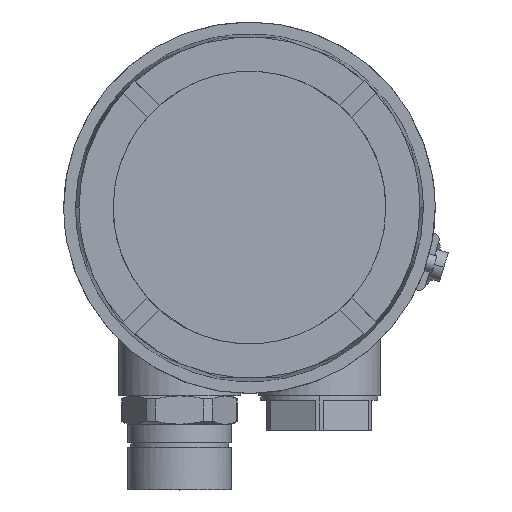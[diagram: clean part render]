
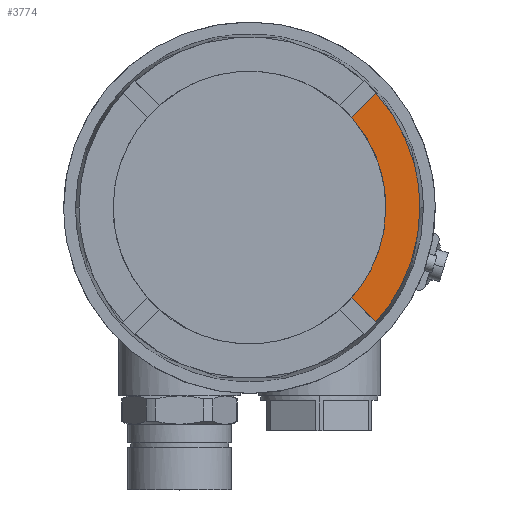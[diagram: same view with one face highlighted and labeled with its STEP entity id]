
A CAD part, top view. The second image highlights one B-rep face of the part: STEP entity #3774.
In plain terms, the highlighted planar face has unit normal (0, 0, 1).
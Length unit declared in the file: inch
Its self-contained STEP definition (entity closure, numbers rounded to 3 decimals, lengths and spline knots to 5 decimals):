
#25 = PLANE ( 'NONE',  #4569 ) ;
#369 = CARTESIAN_POINT ( 'NONE',  ( 1.06786, -0.60718, 3.55315 ) ) ;
#470 = CARTESIAN_POINT ( 'NONE',  ( 1.19534, -0.29257, 3.55315 ) ) ;
#471 = ORIENTED_EDGE ( 'NONE', *, *, #8666, .T. ) ;
#615 = CARTESIAN_POINT ( 'NONE',  ( 1.49236, 0.3732, 3.55315 ) ) ;
#928 = CARTESIAN_POINT ( 'NONE',  ( 1.20177, -0.96029, 3.55315 ) ) ;
#968 = CARTESIAN_POINT ( 'NONE',  ( 1.22835, -0.03679, 3.55315 ) ) ;
#1017 = CARTESIAN_POINT ( 'NONE',  ( 1.04648, 0.64322, 3.55315 ) ) ;
#1027 = CARTESIAN_POINT ( 'NONE',  ( 1.22835, 0., 3.55315 ) ) ;
#1226 = CARTESIAN_POINT ( 'NONE',  ( 1.53543, -0.09409, 3.55315 ) ) ;
#1377 = EDGE_CURVE ( 'NONE', #6362, #10342, #7046, .T. ) ;
#1400 = CARTESIAN_POINT ( 'NONE',  ( 1.2095, -0.21438, 3.55315 ) ) ;
#1610 = CARTESIAN_POINT ( 'NONE',  ( 0.76772, 0., 3.55315 ) ) ;
#1645 = CARTESIAN_POINT ( 'NONE',  ( 1.25846, -0.8847, 3.55315 ) ) ;
#1694 = CARTESIAN_POINT ( 'NONE',  ( 1.35707, -0.72442, 3.55315 ) ) ;
#1771 = DIRECTION ( 'NONE',  ( 0., 0., 1. ) ) ;
#1889 = CARTESIAN_POINT ( 'NONE',  ( 1.20521, 0.23735, 3.55315 ) ) ;
#1967 = CARTESIAN_POINT ( 'NONE',  ( 1.13864, 1.03007, 3.55315 ) ) ;
#2275 = CARTESIAN_POINT ( 'NONE',  ( 1.05364, -0.63142, 3.55315 ) ) ;
#2663 = CARTESIAN_POINT ( 'NONE',  ( 1.16221, 0.39938, 3.55315 ) ) ;
#2672 = CARTESIAN_POINT ( 'NONE',  ( 1.21405, -0.18726, 3.55315 ) ) ;
#2885 = CARTESIAN_POINT ( 'NONE',  ( 1.11363, -0.5207, 3.55315 ) ) ;
#3096 = CARTESIAN_POINT ( 'NONE',  ( 1.25846, 0.8847, 3.55315 ) ) ;
#3152 = CARTESIAN_POINT ( 'NONE',  ( 1.53543, 0., 3.55315 ) ) ;
#3204 = CARTESIAN_POINT ( 'NONE',  ( 1.46663, 0.46412, 3.55315 ) ) ;
#3486 = CARTESIAN_POINT ( 'NONE',  ( 0.92116, 0.81259, 3.55315 ) ) ;
#3495 = CARTESIAN_POINT ( 'NONE',  ( 1.22589, -0.09175, 3.55315 ) ) ;
#3537 = CARTESIAN_POINT ( 'NONE',  ( 1.0168, 0.68961, 3.55315 ) ) ;
#3625 = B_SPLINE_CURVE_WITH_KNOTS ( 'NONE', 3,
 ( #1027, #968, #3495, #6851, #2672, #4377, #7718, #1400, #470, #5417, #9750, #2885, #8107, #369, #3932, #8710, #2275, #9804, #8766, #7277 ),
 .UNSPECIFIED., .F., .F.,
 ( 4, 1, 1, 1, 2, 2, 2, 1, 1, 1, 2, 2, 4 ),
 ( 0., 0.125, 0.1875, 0.21875, 0.23437, 0.25, 0.5, 0.625, 0.6875, 0.71875, 0.73437, 0.75, 1. ),
 .UNSPECIFIED. ) ;
#3653 = B_SPLINE_CURVE_WITH_KNOTS ( 'NONE', 3,
 ( #10672, #10618, #3096, #9794, #8153, #3204, #615, #3974, #9629, #3152 ),
 .UNSPECIFIED., .F., .F.,
 ( 4, 2, 2, 2, 4 ),
 ( 0., 0.25, 0.5, 0.75, 1. ),
 .UNSPECIFIED. ) ;
#3774 = ADVANCED_FACE ( 'NONE', ( #4301 ), #25, .T. ) ;
#3930 = CARTESIAN_POINT ( 'NONE',  ( 0.92116, -0.81259, 3.55315 ) ) ;
#3932 = CARTESIAN_POINT ( 'NONE',  ( 1.06082, -0.61929, 3.55315 ) ) ;
#3974 = CARTESIAN_POINT ( 'NONE',  ( 1.52676, 0.18819, 3.55315 ) ) ;
#3990 = DIRECTION ( 'NONE',  ( -0.707, 0.707, 0. ) ) ;
#4023 = ORIENTED_EDGE ( 'NONE', *, *, #1377, .T. ) ;
#4064 = CARTESIAN_POINT ( 'NONE',  ( 1.49236, -0.3732, 3.55315 ) ) ;
#4146 = CARTESIAN_POINT ( 'NONE',  ( 1.19556, 0.283, 3.55315 ) ) ;
#4301 = FACE_OUTER_BOUND ( 'NONE', #8376, .T. ) ;
#4367 = CARTESIAN_POINT ( 'NONE',  ( 1.20248, 0.25109, 3.55315 ) ) ;
#4377 = CARTESIAN_POINT ( 'NONE',  ( 1.21182, -0.20086, 3.55315 ) ) ;
#4569 = AXIS2_PLACEMENT_3D ( 'NONE', #1610, #1771, #5844 ) ;
#4922 = DIRECTION ( 'NONE',  ( -0.707, -0.707, 0. ) ) ;
#4990 = CARTESIAN_POINT ( 'NONE',  ( 1.13864, -1.03007, 3.55315 ) ) ;
#5022 = CARTESIAN_POINT ( 'NONE',  ( 1.08995, 0.57135, 3.55315 ) ) ;
#5051 = CARTESIAN_POINT ( 'NONE',  ( 1.46663, -0.46412, 3.55315 ) ) ;
#5128 = EDGE_CURVE ( 'NONE', #8534, #8826, #8222, .T. ) ;
#5138 = CARTESIAN_POINT ( 'NONE',  ( 1.20785, 0.2235, 3.55315 ) ) ;
#5188 = CARTESIAN_POINT ( 'NONE',  ( 1.17959, 0.34622, 3.55315 ) ) ;
#5347 = ORIENTED_EDGE ( 'NONE', *, *, #5128, .F. ) ;
#5417 = CARTESIAN_POINT ( 'NONE',  ( 1.17543, -0.36439, 3.55315 ) ) ;
#5513 = EDGE_CURVE ( 'NONE', #9321, #7445, #3653, .T. ) ;
#5525 = CARTESIAN_POINT ( 'NONE',  ( 1.13864, -1.03007, 3.55315 ) ) ;
#5578 = CARTESIAN_POINT ( 'NONE',  ( 0.05429, 0.05429, 3.55315 ) ) ;
#5747 = LINE ( 'NONE', #10792, #6608 ) ;
#5844 = DIRECTION ( 'NONE',  ( 1., 0., 0. ) ) ;
#5855 = CARTESIAN_POINT ( 'NONE',  ( 1.12254, 0.50432, 3.55315 ) ) ;
#5946 = ORIENTED_EDGE ( 'NONE', *, *, #7074, .T. ) ;
#5959 = CARTESIAN_POINT ( 'NONE',  ( 1.22179, 0.14658, 3.55315 ) ) ;
#5985 = VECTOR ( 'NONE', #3990, 39.37008 ) ;
#6019 = CARTESIAN_POINT ( 'NONE',  ( 1.22835, 0., 3.55315 ) ) ;
#6264 = CARTESIAN_POINT ( 'NONE',  ( 0.92116, 0.81259, 3.55315 ) ) ;
#6362 = VERTEX_POINT ( 'NONE', #6264 ) ;
#6608 = VECTOR ( 'NONE', #4922, 39.37008 ) ;
#6702 = CARTESIAN_POINT ( 'NONE',  ( 1.39898, -0.63973, 3.55315 ) ) ;
#6840 = CARTESIAN_POINT ( 'NONE',  ( 1.04164, 0.65103, 3.55315 ) ) ;
#6851 = CARTESIAN_POINT ( 'NONE',  ( 1.21871, -0.15549, 3.55315 ) ) ;
#7046 = B_SPLINE_CURVE_WITH_KNOTS ( 'NONE', 3,
 ( #3486, #7709, #10842, #3537, #8322, #6840, #1017, #9311, #5022, #5855, #2663, #5188, #4146, #4367, #1889, #9197, #5138, #5959, #10080, #6019 ),
 .UNSPECIFIED., .F., .F.,
 ( 4, 1, 1, 1, 2, 2, 2, 1, 1, 1, 2, 2, 4 ),
 ( 0., 0.125, 0.1875, 0.21875, 0.23437, 0.25, 0.5, 0.625, 0.6875, 0.71875, 0.73437, 0.75, 1. ),
 .UNSPECIFIED. ) ;
#7074 = EDGE_CURVE ( 'NONE', #10342, #8826, #3625, .T. ) ;
#7277 = CARTESIAN_POINT ( 'NONE',  ( 0.92116, -0.81259, 3.55315 ) ) ;
#7357 = ORIENTED_EDGE ( 'NONE', *, *, #9238, .F. ) ;
#7445 = VERTEX_POINT ( 'NONE', #8327 ) ;
#7709 = CARTESIAN_POINT ( 'NONE',  ( 0.9455, 0.785, 3.55315 ) ) ;
#7718 = CARTESIAN_POINT ( 'NONE',  ( 1.21028, -0.20992, 3.55315 ) ) ;
#7925 = CARTESIAN_POINT ( 'NONE',  ( 1.52676, -0.18819, 3.55315 ) ) ;
#8107 = CARTESIAN_POINT ( 'NONE',  ( 1.08379, -0.57868, 3.55315 ) ) ;
#8153 = CARTESIAN_POINT ( 'NONE',  ( 1.39898, 0.63973, 3.55315 ) ) ;
#8222 = LINE ( 'NONE', #5578, #5985 ) ;
#8322 = CARTESIAN_POINT ( 'NONE',  ( 1.03432, 0.6627, 3.55315 ) ) ;
#8327 = CARTESIAN_POINT ( 'NONE',  ( 1.53543, 0., 3.55315 ) ) ;
#8376 = EDGE_LOOP ( 'NONE', ( #7357, #9514, #471, #4023, #5946, #5347 ) ) ;
#8534 = VERTEX_POINT ( 'NONE', #5525 ) ;
#8666 = EDGE_CURVE ( 'NONE', #9321, #6362, #5747, .T. ) ;
#8710 = CARTESIAN_POINT ( 'NONE',  ( 1.05608, -0.62734, 3.55315 ) ) ;
#8751 = CARTESIAN_POINT ( 'NONE',  ( 1.53543, 0., 3.55315 ) ) ;
#8766 = CARTESIAN_POINT ( 'NONE',  ( 0.96984, -0.7574, 3.55315 ) ) ;
#8826 = VERTEX_POINT ( 'NONE', #3930 ) ;
#8905 = B_SPLINE_CURVE_WITH_KNOTS ( 'NONE', 3,
 ( #8751, #1226, #7925, #4064, #5051, #6702, #1694, #1645, #928, #4990 ),
 .UNSPECIFIED., .F., .F.,
 ( 4, 2, 2, 2, 4 ),
 ( 0., 0.25, 0.5, 0.75, 1. ),
 .UNSPECIFIED. ) ;
#9197 = CARTESIAN_POINT ( 'NONE',  ( 1.20698, 0.22817, 3.55315 ) ) ;
#9238 = EDGE_CURVE ( 'NONE', #7445, #8534, #8905, .T. ) ;
#9311 = CARTESIAN_POINT ( 'NONE',  ( 1.04885, 0.63936, 3.55315 ) ) ;
#9321 = VERTEX_POINT ( 'NONE', #1967 ) ;
#9514 = ORIENTED_EDGE ( 'NONE', *, *, #5513, .F. ) ;
#9629 = CARTESIAN_POINT ( 'NONE',  ( 1.53543, 0.09409, 3.55315 ) ) ;
#9660 = CARTESIAN_POINT ( 'NONE',  ( 1.22835, 0., 3.55315 ) ) ;
#9750 = CARTESIAN_POINT ( 'NONE',  ( 1.13576, -0.46934, 3.55315 ) ) ;
#9794 = CARTESIAN_POINT ( 'NONE',  ( 1.35707, 0.72442, 3.55315 ) ) ;
#9804 = CARTESIAN_POINT ( 'NONE',  ( 1.01321, -0.69833, 3.55315 ) ) ;
#10080 = CARTESIAN_POINT ( 'NONE',  ( 1.22835, 0.07359, 3.55315 ) ) ;
#10342 = VERTEX_POINT ( 'NONE', #9660 ) ;
#10618 = CARTESIAN_POINT ( 'NONE',  ( 1.20177, 0.96029, 3.55315 ) ) ;
#10672 = CARTESIAN_POINT ( 'NONE',  ( 1.13864, 1.03007, 3.55315 ) ) ;
#10792 = CARTESIAN_POINT ( 'NONE',  ( 1.13864, 1.03007, 3.55315 ) ) ;
#10842 = CARTESIAN_POINT ( 'NONE',  ( 0.98001, 0.74216, 3.55315 ) ) ;
